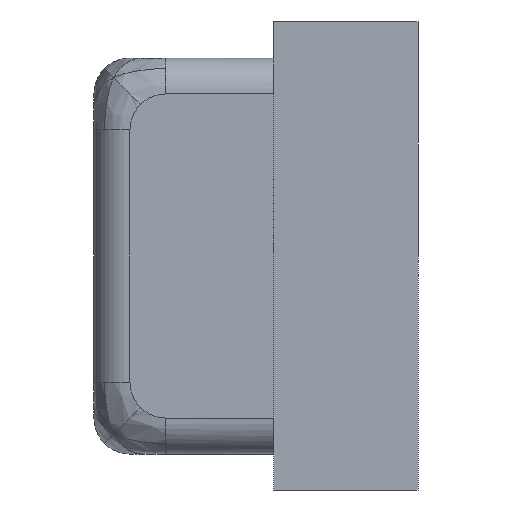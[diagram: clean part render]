
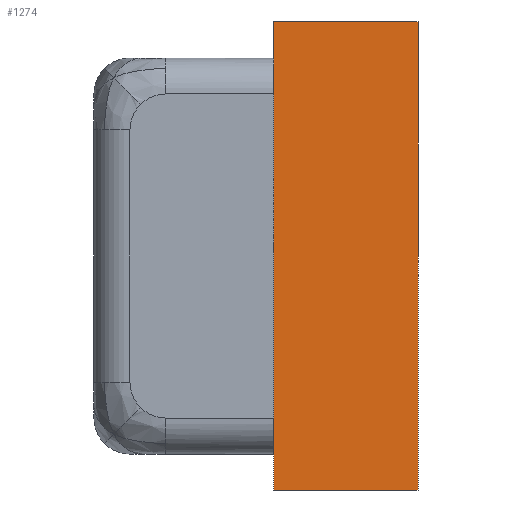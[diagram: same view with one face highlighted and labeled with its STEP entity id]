
A CAD part, left-side view. The second image highlights one B-rep face of the part: STEP entity #1274.
In plain terms, the highlighted planar face has unit normal (-1, 0, 0).
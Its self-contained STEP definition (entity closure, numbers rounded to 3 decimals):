
#70=PLANE('',#1404);
#164=LINE('',#3049,#264);
#167=LINE('',#3054,#267);
#169=LINE('',#3058,#269);
#170=LINE('',#3060,#270);
#264=VECTOR('',#1712,10.);
#267=VECTOR('',#1717,10.);
#269=VECTOR('',#1721,10.);
#270=VECTOR('',#1724,10.);
#358=FACE_OUTER_BOUND('',#436,.T.);
#436=EDGE_LOOP('',(#1169,#1170,#1171,#1172));
#629=VERTEX_POINT('',#3046);
#630=VERTEX_POINT('',#3048);
#631=VERTEX_POINT('',#3052);
#632=VERTEX_POINT('',#3056);
#806=EDGE_CURVE('',#630,#629,#164,.T.);
#809=EDGE_CURVE('',#631,#629,#167,.T.);
#811=EDGE_CURVE('',#632,#631,#169,.T.);
#812=EDGE_CURVE('',#630,#632,#170,.T.);
#1169=ORIENTED_EDGE('',*,*,#806,.T.);
#1170=ORIENTED_EDGE('',*,*,#809,.F.);
#1171=ORIENTED_EDGE('',*,*,#811,.F.);
#1172=ORIENTED_EDGE('',*,*,#812,.F.);
#1274=ADVANCED_FACE('',(#358),#70,.F.);
#1404=AXIS2_PLACEMENT_3D('',#3061,#1725,#1726);
#1712=DIRECTION('',(0.,-1.,0.));
#1717=DIRECTION('',(0.,0.,-1.));
#1721=DIRECTION('',(0.,-1.,0.));
#1724=DIRECTION('',(0.,0.,1.));
#1725=DIRECTION('center_axis',(1.,0.,0.));
#1726=DIRECTION('ref_axis',(0.,1.,0.));
#3046=CARTESIAN_POINT('',(-3.2,0.,0.));
#3048=CARTESIAN_POINT('',(-3.2,0.4,0.));
#3049=CARTESIAN_POINT('',(-3.2,0.2,0.));
#3052=CARTESIAN_POINT('',(-3.2,0.,1.3));
#3054=CARTESIAN_POINT('',(-3.2,0.,0.65));
#3056=CARTESIAN_POINT('',(-3.2,0.4,1.3));
#3058=CARTESIAN_POINT('',(-3.2,0.2,1.3));
#3060=CARTESIAN_POINT('',(-3.2,0.4,0.65));
#3061=CARTESIAN_POINT('Origin',(-3.2,0.2,0.65));
